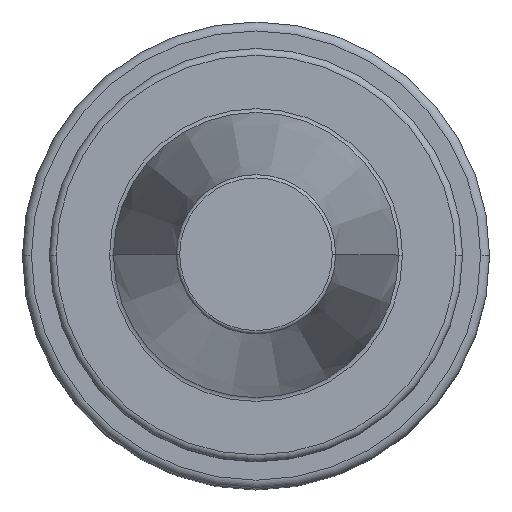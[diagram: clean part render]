
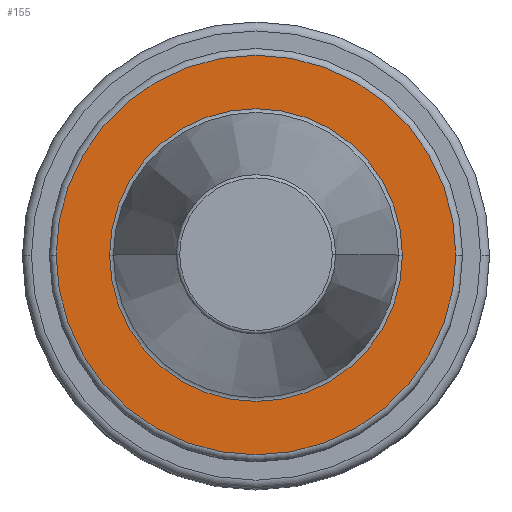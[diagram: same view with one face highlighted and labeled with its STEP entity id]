
A CAD part, top view. The second image highlights one B-rep face of the part: STEP entity #155.
In plain terms, the highlighted planar face has unit normal (0, 0, 1).
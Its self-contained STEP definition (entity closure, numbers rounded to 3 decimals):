
#43=FACE_BOUND('',#272,.T.);
#44=FACE_BOUND('',#273,.T.);
#50=PLANE('',#841);
#155=ADVANCED_FACE('',(#43,#44),#50,.F.);
#272=EDGE_LOOP('',(#431,#432));
#273=EDGE_LOOP('',(#433,#434));
#431=ORIENTED_EDGE('',*,*,#621,.T.);
#432=ORIENTED_EDGE('',*,*,#553,.T.);
#433=ORIENTED_EDGE('',*,*,#622,.F.);
#434=ORIENTED_EDGE('',*,*,#570,.F.);
#497=VERTEX_POINT('',#1189);
#498=VERTEX_POINT('',#1190);
#509=VERTEX_POINT('',#1222);
#510=VERTEX_POINT('',#1224);
#553=EDGE_CURVE('',#497,#498,#649,.T.);
#570=EDGE_CURVE('',#509,#510,#660,.T.);
#621=EDGE_CURVE('',#498,#497,#695,.T.);
#622=EDGE_CURVE('',#510,#509,#696,.T.);
#649=CIRCLE('',#762,22.24);
#660=CIRCLE('',#778,16.291);
#695=CIRCLE('',#839,22.24);
#696=CIRCLE('',#840,16.291);
#762=AXIS2_PLACEMENT_3D('',#1188,#921,#922);
#778=AXIS2_PLACEMENT_3D('',#1223,#959,#960);
#839=AXIS2_PLACEMENT_3D('',#1321,#1097,#1098);
#840=AXIS2_PLACEMENT_3D('',#1322,#1099,#1100);
#841=AXIS2_PLACEMENT_3D('',#1323,#1101,#1102);
#921=DIRECTION('',(0.,0.,1.));
#922=DIRECTION('',(-1.,0.,0.));
#959=DIRECTION('',(0.,0.,1.));
#960=DIRECTION('',(1.,0.,0.));
#1097=DIRECTION('',(0.,0.,1.));
#1098=DIRECTION('',(-1.,0.,0.));
#1099=DIRECTION('',(0.,0.,1.));
#1100=DIRECTION('',(1.,0.,0.));
#1101=DIRECTION('',(0.,0.,-1.));
#1102=DIRECTION('',(1.,0.,0.));
#1188=CARTESIAN_POINT('',(0.,0.,-2.));
#1189=CARTESIAN_POINT('',(22.24,0.,-2.));
#1190=CARTESIAN_POINT('',(-22.24,0.,-2.));
#1222=CARTESIAN_POINT('',(-16.291,0.,-2.));
#1223=CARTESIAN_POINT('',(0.,0.,-2.));
#1224=CARTESIAN_POINT('',(16.291,0.,-2.));
#1321=CARTESIAN_POINT('',(0.,0.,-2.));
#1322=CARTESIAN_POINT('',(0.,0.,-2.));
#1323=CARTESIAN_POINT('',(0.,16.291,-2.));
